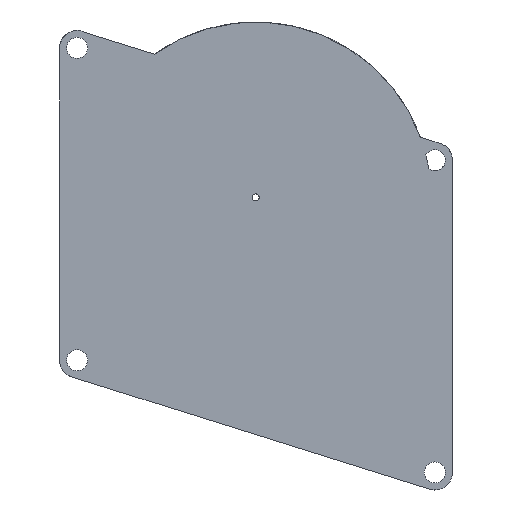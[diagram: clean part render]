
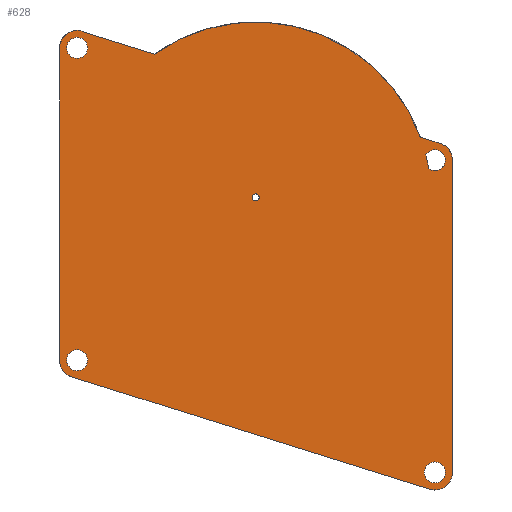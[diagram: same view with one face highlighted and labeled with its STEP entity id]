
A CAD part, front view. The second image highlights one B-rep face of the part: STEP entity #628.
In plain terms, the highlighted planar face has unit normal (0, -1, 0).
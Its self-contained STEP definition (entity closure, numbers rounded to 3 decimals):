
#19=FACE_BOUND('',#144,.T.);
#20=FACE_BOUND('',#145,.T.);
#21=FACE_BOUND('',#146,.T.);
#22=FACE_BOUND('',#147,.T.);
#23=FACE_BOUND('',#148,.T.);
#41=CIRCLE('',#655,1.5);
#43=CIRCLE('',#658,2.5);
#46=CIRCLE('',#663,2.5);
#47=CIRCLE('',#665,1.5);
#53=CIRCLE('',#673,2.5);
#55=CIRCLE('',#678,1.5);
#59=CIRCLE('',#684,25.);
#70=CIRCLE('',#705,25.);
#71=CIRCLE('',#707,0.5);
#72=CIRCLE('',#709,1.5);
#74=CIRCLE('',#712,2.5);
#107=FACE_OUTER_BOUND('',#143,.T.);
#143=EDGE_LOOP('',(#560,#561,#562,#563,#564,#565,#566,#567,#568,#569));
#144=EDGE_LOOP('',(#570));
#145=EDGE_LOOP('',(#571,#572));
#146=EDGE_LOOP('',(#573));
#147=EDGE_LOOP('',(#574));
#148=EDGE_LOOP('',(#575));
#149=LINE('',#917,#198);
#153=LINE('',#926,#202);
#157=LINE('',#935,#206);
#161=LINE('',#944,#210);
#173=LINE('',#1002,#222);
#198=VECTOR('',#720,10.);
#202=VECTOR('',#726,10.);
#206=VECTOR('',#732,10.);
#210=VECTOR('',#738,10.);
#222=VECTOR('',#806,10.);
#247=VERTEX_POINT('',#915);
#248=VERTEX_POINT('',#916);
#251=VERTEX_POINT('',#924);
#252=VERTEX_POINT('',#925);
#255=VERTEX_POINT('',#933);
#256=VERTEX_POINT('',#934);
#259=VERTEX_POINT('',#942);
#260=VERTEX_POINT('',#943);
#265=VERTEX_POINT('',#960);
#269=VERTEX_POINT('',#977);
#277=VERTEX_POINT('',#997);
#278=VERTEX_POINT('',#1001);
#280=VERTEX_POINT('',#1009);
#282=VERTEX_POINT('',#1012);
#302=VERTEX_POINT('',#1079);
#303=VERTEX_POINT('',#1083);
#306=EDGE_CURVE('',#247,#248,#149,.T.);
#310=EDGE_CURVE('',#251,#252,#153,.T.);
#314=EDGE_CURVE('',#255,#256,#157,.T.);
#318=EDGE_CURVE('',#259,#260,#161,.T.);
#328=EDGE_CURVE('',#265,#265,#41,.T.);
#331=EDGE_CURVE('',#247,#259,#43,.T.);
#336=EDGE_CURVE('',#256,#251,#46,.T.);
#337=EDGE_CURVE('',#269,#269,#47,.T.);
#348=EDGE_CURVE('',#277,#255,#53,.T.);
#349=EDGE_CURVE('',#278,#277,#173,.T.);
#354=EDGE_CURVE('',#280,#282,#55,.T.);
#360=EDGE_CURVE('',#278,#260,#59,.T.);
#387=EDGE_CURVE('',#280,#282,#70,.T.);
#388=EDGE_CURVE('',#302,#302,#71,.T.);
#390=EDGE_CURVE('',#303,#303,#72,.T.);
#393=EDGE_CURVE('',#252,#248,#74,.T.);
#560=ORIENTED_EDGE('',*,*,#393,.F.);
#561=ORIENTED_EDGE('',*,*,#310,.F.);
#562=ORIENTED_EDGE('',*,*,#336,.F.);
#563=ORIENTED_EDGE('',*,*,#314,.F.);
#564=ORIENTED_EDGE('',*,*,#348,.F.);
#565=ORIENTED_EDGE('',*,*,#349,.F.);
#566=ORIENTED_EDGE('',*,*,#360,.T.);
#567=ORIENTED_EDGE('',*,*,#318,.F.);
#568=ORIENTED_EDGE('',*,*,#331,.F.);
#569=ORIENTED_EDGE('',*,*,#306,.T.);
#570=ORIENTED_EDGE('',*,*,#388,.T.);
#571=ORIENTED_EDGE('',*,*,#387,.T.);
#572=ORIENTED_EDGE('',*,*,#354,.F.);
#573=ORIENTED_EDGE('',*,*,#328,.F.);
#574=ORIENTED_EDGE('',*,*,#337,.F.);
#575=ORIENTED_EDGE('',*,*,#390,.F.);
#596=PLANE('',#715);
#628=ADVANCED_FACE('',(#107,#19,#20,#21,#22,#23),#596,.T.);
#655=AXIS2_PLACEMENT_3D('',#961,#758,#759);
#658=AXIS2_PLACEMENT_3D('',#966,#765,#766);
#663=AXIS2_PLACEMENT_3D('',#975,#777,#778);
#665=AXIS2_PLACEMENT_3D('',#978,#781,#782);
#673=AXIS2_PLACEMENT_3D('',#999,#802,#803);
#678=AXIS2_PLACEMENT_3D('',#1013,#816,#817);
#684=AXIS2_PLACEMENT_3D('',#1024,#830,#831);
#705=AXIS2_PLACEMENT_3D('',#1077,#888,#889);
#707=AXIS2_PLACEMENT_3D('',#1080,#892,#893);
#709=AXIS2_PLACEMENT_3D('',#1084,#897,#898);
#712=AXIS2_PLACEMENT_3D('',#1089,#904,#905);
#715=AXIS2_PLACEMENT_3D('',#1094,#911,#912);
#720=DIRECTION('',(0.,0.,-1.));
#726=DIRECTION('',(-0.954,0.,0.299));
#732=DIRECTION('',(0.,0.,-1.));
#738=DIRECTION('',(0.955,0.,-0.298));
#758=DIRECTION('center_axis',(0.,-1.,0.));
#759=DIRECTION('ref_axis',(1.,0.,0.));
#765=DIRECTION('center_axis',(0.,1.,0.));
#766=DIRECTION('ref_axis',(1.,0.,0.));
#777=DIRECTION('center_axis',(0.,1.,0.));
#778=DIRECTION('ref_axis',(1.,0.,0.));
#781=DIRECTION('center_axis',(0.,-1.,0.));
#782=DIRECTION('ref_axis',(1.,0.,0.));
#802=DIRECTION('center_axis',(0.,1.,0.));
#803=DIRECTION('ref_axis',(1.,0.,0.));
#806=DIRECTION('',(0.955,0.,-0.298));
#816=DIRECTION('center_axis',(0.,-1.,0.));
#817=DIRECTION('ref_axis',(1.,0.,0.));
#830=DIRECTION('center_axis',(0.,-1.,0.));
#831=DIRECTION('ref_axis',(1.,0.,0.));
#888=DIRECTION('center_axis',(0.,-1.,0.));
#889=DIRECTION('ref_axis',(1.,0.,0.));
#892=DIRECTION('center_axis',(0.,1.,0.));
#893=DIRECTION('ref_axis',(1.,0.,0.));
#897=DIRECTION('center_axis',(0.,-1.,0.));
#898=DIRECTION('ref_axis',(1.,0.,0.));
#904=DIRECTION('center_axis',(0.,1.,0.));
#905=DIRECTION('ref_axis',(1.,0.,0.));
#911=DIRECTION('center_axis',(0.,-1.,0.));
#912=DIRECTION('ref_axis',(0.,0.,-1.));
#915=CARTESIAN_POINT('',(-26.5,-58.4,45.2));
#916=CARTESIAN_POINT('',(-26.5,-58.4,0.7));
#917=CARTESIAN_POINT('',(-26.5,-58.4,45.2));
#924=CARTESIAN_POINT('',(26.252,-58.4,-17.685));
#925=CARTESIAN_POINT('',(-24.748,-58.4,-1.685));
#926=CARTESIAN_POINT('',(26.252,-58.4,-17.685));
#933=CARTESIAN_POINT('',(29.5,-58.4,29.2));
#934=CARTESIAN_POINT('',(29.5,-58.4,-15.3));
#935=CARTESIAN_POINT('',(29.5,-58.4,29.2));
#942=CARTESIAN_POINT('',(-22.703,-58.4,47.338));
#943=CARTESIAN_POINT('',(-12.993,-58.4,44.306));
#944=CARTESIAN_POINT('',(-22.703,-58.4,47.338));
#960=CARTESIAN_POINT('',(-25.5,-58.4,45.2));
#961=CARTESIAN_POINT('Origin',(-24.,-58.4,45.2));
#966=CARTESIAN_POINT('Origin',(-24.,-58.4,45.2));
#975=CARTESIAN_POINT('Origin',(27.,-58.4,-15.3));
#977=CARTESIAN_POINT('',(25.5,-58.4,-15.3));
#978=CARTESIAN_POINT('Origin',(27.,-58.4,-15.3));
#997=CARTESIAN_POINT('',(27.745,-58.4,31.586));
#999=CARTESIAN_POINT('Origin',(27.,-58.4,29.2));
#1001=CARTESIAN_POINT('',(24.938,-58.4,32.463));
#1002=CARTESIAN_POINT('',(-22.703,-58.4,47.338));
#1009=CARTESIAN_POINT('',(26.113,-58.4,27.99));
#1012=CARTESIAN_POINT('',(25.705,-58.4,29.957));
#1013=CARTESIAN_POINT('Origin',(27.,-58.4,29.2));
#1024=CARTESIAN_POINT('Origin',(1.45,-58.4,23.9));
#1077=CARTESIAN_POINT('Origin',(1.45,-58.4,23.9));
#1079=CARTESIAN_POINT('',(0.95,-58.4,23.9));
#1080=CARTESIAN_POINT('Origin',(1.45,-58.4,23.9));
#1083=CARTESIAN_POINT('',(-25.5,-58.4,0.7));
#1084=CARTESIAN_POINT('Origin',(-24.,-58.4,0.7));
#1089=CARTESIAN_POINT('Origin',(-24.,-58.4,0.7));
#1094=CARTESIAN_POINT('Origin',(1.5,-58.4,14.95));
